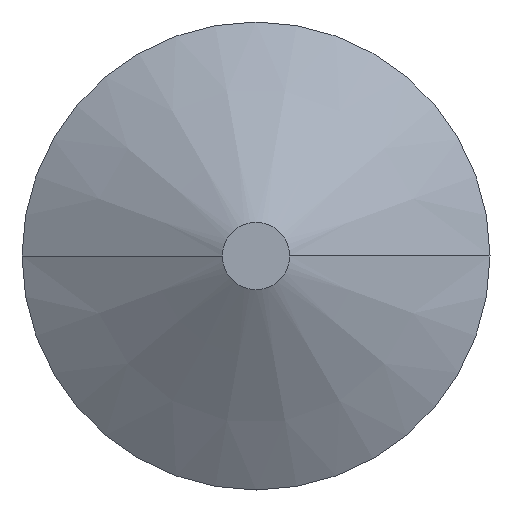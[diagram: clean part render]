
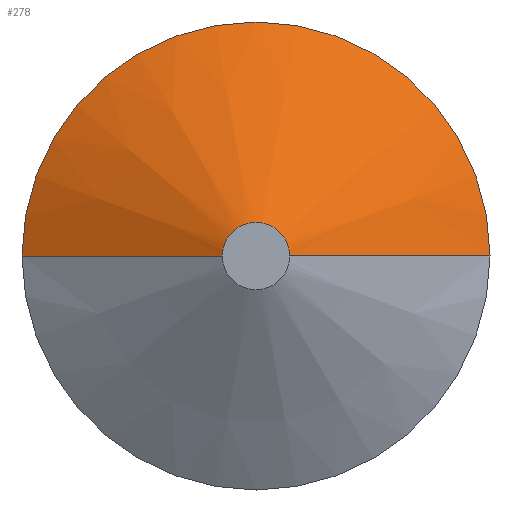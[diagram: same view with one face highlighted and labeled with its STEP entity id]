
A CAD part, front view. The second image highlights one B-rep face of the part: STEP entity #278.
In plain terms, the highlighted conical face has half-angle 60 degrees and reference radius 1.143 mm.
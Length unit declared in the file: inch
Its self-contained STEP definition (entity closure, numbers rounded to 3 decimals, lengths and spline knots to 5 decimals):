
#8 = VERTEX_POINT ( 'NONE', #187 ) ;
#16 = CARTESIAN_POINT ( 'NONE',  ( -0.045, 0., 0. ) ) ;
#30 = CIRCLE ( 'NONE', #153, 0.045 ) ;
#34 = VECTOR ( 'NONE', #234, 39.37008 ) ;
#46 = ORIENTED_EDGE ( 'NONE', *, *, #116, .T. ) ;
#52 = DIRECTION ( 'NONE',  ( 0., -1., 0. ) ) ;
#53 = VERTEX_POINT ( 'NONE', #205 ) ;
#54 = CARTESIAN_POINT ( 'NONE',  ( 0., 0., 0. ) ) ;
#57 = EDGE_LOOP ( 'NONE', ( #115, #118, #46, #271 ) ) ;
#71 = EDGE_CURVE ( 'NONE', #207, #295, #30, .T. ) ;
#89 = CARTESIAN_POINT ( 'NONE',  ( 0., 0., 0. ) ) ;
#99 = LINE ( 'NONE', #198, #127 ) ;
#109 = CARTESIAN_POINT ( 'NONE',  ( 0.045, 0., 0. ) ) ;
#115 = ORIENTED_EDGE ( 'NONE', *, *, #71, .F. ) ;
#116 = EDGE_CURVE ( 'NONE', #8, #53, #303, .T. ) ;
#118 = ORIENTED_EDGE ( 'NONE', *, *, #123, .T. ) ;
#123 = EDGE_CURVE ( 'NONE', #207, #8, #99, .T. ) ;
#127 = VECTOR ( 'NONE', #147, 39.37008 ) ;
#135 = DIRECTION ( 'NONE',  ( 0., 1., 0. ) ) ;
#147 = DIRECTION ( 'NONE',  ( 0.866, 0.5, 0. ) ) ;
#153 = AXIS2_PLACEMENT_3D ( 'NONE', #54, #217, #201 ) ;
#155 = EDGE_CURVE ( 'NONE', #295, #53, #229, .T. ) ;
#162 = CARTESIAN_POINT ( 'NONE',  ( -0.045, 0., 0. ) ) ;
#166 = AXIS2_PLACEMENT_3D ( 'NONE', #89, #135, #289 ) ;
#177 = CARTESIAN_POINT ( 'NONE',  ( 0., 0.15444, 0. ) ) ;
#187 = CARTESIAN_POINT ( 'NONE',  ( 0.3125, 0.15444, 0. ) ) ;
#198 = CARTESIAN_POINT ( 'NONE',  ( 0.045, 0., 0. ) ) ;
#201 = DIRECTION ( 'NONE',  ( 1., 0., 0. ) ) ;
#202 = AXIS2_PLACEMENT_3D ( 'NONE', #177, #52, #281 ) ;
#205 = CARTESIAN_POINT ( 'NONE',  ( -0.3125, 0.15444, 0. ) ) ;
#207 = VERTEX_POINT ( 'NONE', #109 ) ;
#217 = DIRECTION ( 'NONE',  ( 0., -1., 0. ) ) ;
#229 = LINE ( 'NONE', #16, #34 ) ;
#234 = DIRECTION ( 'NONE',  ( -0.866, 0.5, 0. ) ) ;
#247 = CONICAL_SURFACE ( 'NONE', #166, 0.045, 1.047 ) ;
#271 = ORIENTED_EDGE ( 'NONE', *, *, #155, .F. ) ;
#278 = ADVANCED_FACE ( 'NONE', ( #288 ), #247, .T. ) ;
#281 = DIRECTION ( 'NONE',  ( 1., 0., 0. ) ) ;
#288 = FACE_OUTER_BOUND ( 'NONE', #57, .T. ) ;
#289 = DIRECTION ( 'NONE',  ( -1., 0., 0. ) ) ;
#295 = VERTEX_POINT ( 'NONE', #162 ) ;
#303 = CIRCLE ( 'NONE', #202, 0.3125 ) ;
